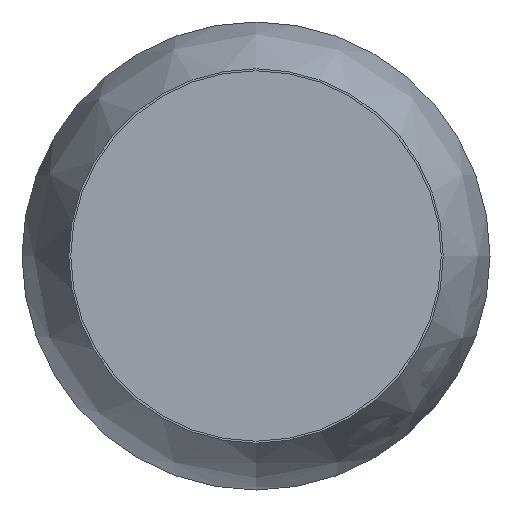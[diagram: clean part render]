
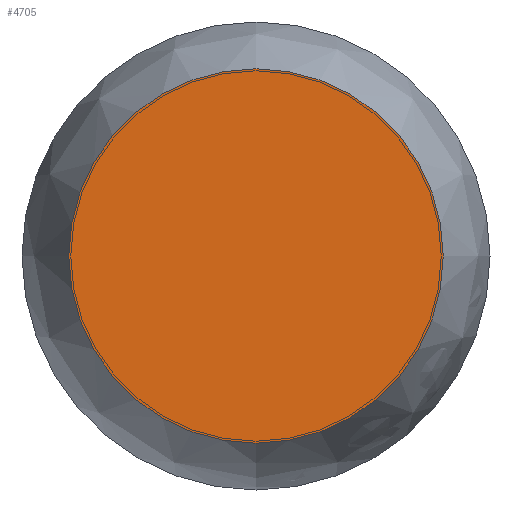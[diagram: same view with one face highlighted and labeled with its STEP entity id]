
A CAD part, front view. The second image highlights one B-rep face of the part: STEP entity #4705.
In plain terms, the highlighted planar face has unit normal (0, -1, 0).
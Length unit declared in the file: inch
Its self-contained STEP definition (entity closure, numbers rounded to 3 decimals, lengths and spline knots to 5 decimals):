
#915=FACE_OUTER_BOUND('',#1181,.T.);
#1181=EDGE_LOOP('',(#2864));
#1454=CIRCLE('',#5006,1.6);
#1609=VERTEX_POINT('',#6447);
#2104=EDGE_CURVE('',#1609,#1609,#1454,.T.);
#2864=ORIENTED_EDGE('',*,*,#2104,.F.);
#4329=PLANE('',#5005);
#4705=ADVANCED_FACE('',(#915),#4329,.T.);
#5005=AXIS2_PLACEMENT_3D('',#6446,#5348,#5349);
#5006=AXIS2_PLACEMENT_3D('',#6448,#5350,#5351);
#5348=DIRECTION('center_axis',(0.,-1.,0.));
#5349=DIRECTION('ref_axis',(0.,0.,-1.));
#5350=DIRECTION('center_axis',(0.,1.,0.));
#5351=DIRECTION('ref_axis',(1.,0.,0.));
#6446=CARTESIAN_POINT('Origin',(-1.6,-4.09047,0.));
#6447=CARTESIAN_POINT('',(0.,-4.09047,-1.6));
#6448=CARTESIAN_POINT('Origin',(0.,-4.09047,0.));
